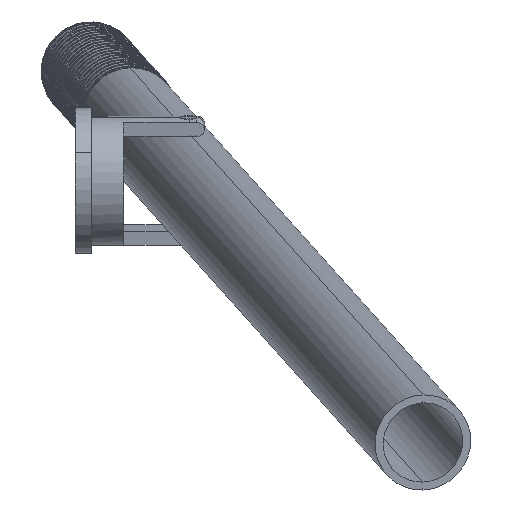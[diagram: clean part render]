
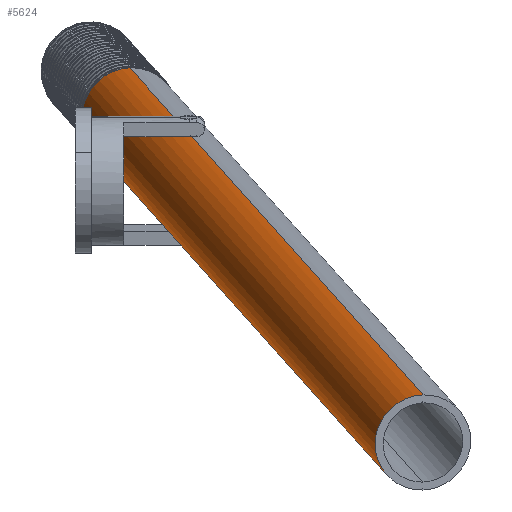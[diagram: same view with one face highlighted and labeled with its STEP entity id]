
A CAD part, front view. The second image highlights one B-rep face of the part: STEP entity #5624.
In plain terms, the highlighted cylindrical face has radius 3 mm (diameter 6 mm), a partial arc.
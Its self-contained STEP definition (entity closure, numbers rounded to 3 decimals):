
#94 = CARTESIAN_POINT ( 'NONE',  ( 79.5, -0.131, 3. ) ) ;
#167 = B_SPLINE_CURVE_WITH_KNOTS ( 'NONE', 3,
 ( #7104, #94, #2984, #5170, #4981, #4224, #626, #3073, #274, #8132 ),
 .UNSPECIFIED., .F., .F.,
 ( 4, 2, 2, 2, 4 ),
 ( 0.002, 0.002, 0.002, 0.003, 0.003 ),
 .UNSPECIFIED. ) ;
#204 = CARTESIAN_POINT ( 'NONE',  ( 100., 0., 0. ) ) ;
#274 = CARTESIAN_POINT ( 'NONE',  ( 80.5, -0.132, 3. ) ) ;
#308 = CARTESIAN_POINT ( 'NONE',  ( 0., 0., 3. ) ) ;
#322 = ORIENTED_EDGE ( 'NONE', *, *, #7515, .T. ) ;
#626 = CARTESIAN_POINT ( 'NONE',  ( 80.261, -0.446, 2.968 ) ) ;
#716 = VECTOR ( 'NONE', #1871, 1000. ) ;
#754 = CARTESIAN_POINT ( 'NONE',  ( 80.5, -0.131, -3. ) ) ;
#1019 = CARTESIAN_POINT ( 'NONE',  ( 100., 0., -3. ) ) ;
#1121 = ORIENTED_EDGE ( 'NONE', *, *, #8901, .F. ) ;
#1177 = CARTESIAN_POINT ( 'NONE',  ( 100., 0., -3. ) ) ;
#1346 = CARTESIAN_POINT ( 'NONE',  ( 100., 0., -3. ) ) ;
#1551 = ORIENTED_EDGE ( 'NONE', *, *, #2760, .F. ) ;
#1607 = B_SPLINE_CURVE_WITH_KNOTS ( 'NONE', 3,
 ( #5063, #754, #8303, #8350, #4671, #8207, #8919, #1733, #2587, #3239 ),
 .UNSPECIFIED., .F., .F.,
 ( 4, 2, 2, 2, 4 ),
 ( 0.002, 0.002, 0.002, 0.003, 0.003 ),
 .UNSPECIFIED. ) ;
#1733 = CARTESIAN_POINT ( 'NONE',  ( 79.555, -0.262, -2.99 ) ) ;
#1821 = EDGE_CURVE ( 'NONE', #6285, #6095, #5874, .T. ) ;
#1871 = DIRECTION ( 'NONE',  ( -1., 0., 0. ) ) ;
#1919 = DIRECTION ( 'NONE',  ( 1., 0., 0. ) ) ;
#2007 = EDGE_CURVE ( 'NONE', #4567, #4869, #1607, .T. ) ;
#2112 = ORIENTED_EDGE ( 'NONE', *, *, #7807, .T. ) ;
#2517 = CIRCLE ( 'NONE', #7809, 3. ) ;
#2533 = CARTESIAN_POINT ( 'NONE',  ( 0., 0., 0. ) ) ;
#2587 = CARTESIAN_POINT ( 'NONE',  ( 79.5, -0.132, -3. ) ) ;
#2747 = DIRECTION ( 'NONE',  ( 0., 0., 1. ) ) ;
#2760 = EDGE_CURVE ( 'NONE', #6285, #6275, #7696, .T. ) ;
#2984 = CARTESIAN_POINT ( 'NONE',  ( 79.554, -0.261, 2.99 ) ) ;
#3073 = CARTESIAN_POINT ( 'NONE',  ( 80.445, -0.262, 2.99 ) ) ;
#3128 = DIRECTION ( 'NONE',  ( 1., 0., 0. ) ) ;
#3239 = CARTESIAN_POINT ( 'NONE',  ( 79.5, 0., -3. ) ) ;
#3297 = CARTESIAN_POINT ( 'NONE',  ( 100., 0., 3. ) ) ;
#3325 = LINE ( 'NONE', #1346, #4237 ) ;
#3429 = VECTOR ( 'NONE', #5181, 1000. ) ;
#3626 = ORIENTED_EDGE ( 'NONE', *, *, #2007, .F. ) ;
#3842 = VERTEX_POINT ( 'NONE', #6710 ) ;
#3901 = LINE ( 'NONE', #6796, #3429 ) ;
#4047 = DIRECTION ( 'NONE',  ( 0., 0., -1. ) ) ;
#4164 = CYLINDRICAL_SURFACE ( 'NONE', #7971, 3. ) ;
#4224 = CARTESIAN_POINT ( 'NONE',  ( 80.132, -0.5, 2.958 ) ) ;
#4237 = VECTOR ( 'NONE', #8479, 1000. ) ;
#4487 = DIRECTION ( 'NONE',  ( -1., 0., 0. ) ) ;
#4550 = EDGE_CURVE ( 'NONE', #4869, #6051, #3325, .T. ) ;
#4567 = VERTEX_POINT ( 'NONE', #7110 ) ;
#4580 = CARTESIAN_POINT ( 'NONE',  ( 80.5, 0., 3. ) ) ;
#4671 = CARTESIAN_POINT ( 'NONE',  ( 80.132, -0.5, -2.958 ) ) ;
#4869 = VERTEX_POINT ( 'NONE', #6642 ) ;
#4925 = CARTESIAN_POINT ( 'NONE',  ( 100., 0., 0. ) ) ;
#4981 = CARTESIAN_POINT ( 'NONE',  ( 79.868, -0.5, 2.958 ) ) ;
#5063 = CARTESIAN_POINT ( 'NONE',  ( 80.5, 0., -3. ) ) ;
#5146 = AXIS2_PLACEMENT_3D ( 'NONE', #204, #3128, #6027 ) ;
#5163 = CARTESIAN_POINT ( 'NONE',  ( 0., 0., -3. ) ) ;
#5170 = CARTESIAN_POINT ( 'NONE',  ( 79.738, -0.446, 2.968 ) ) ;
#5181 = DIRECTION ( 'NONE',  ( -1., 0., 0. ) ) ;
#5466 = ORIENTED_EDGE ( 'NONE', *, *, #4550, .F. ) ;
#5624 = ADVANCED_FACE ( 'NONE', ( #8316 ), #4164, .T. ) ;
#5676 = ORIENTED_EDGE ( 'NONE', *, *, #1821, .T. ) ;
#5874 = LINE ( 'NONE', #5918, #8002 ) ;
#5918 = CARTESIAN_POINT ( 'NONE',  ( 100., 0., 3. ) ) ;
#6027 = DIRECTION ( 'NONE',  ( 0., 0., -1. ) ) ;
#6051 = VERTEX_POINT ( 'NONE', #5163 ) ;
#6095 = VERTEX_POINT ( 'NONE', #4580 ) ;
#6275 = VERTEX_POINT ( 'NONE', #1177 ) ;
#6285 = VERTEX_POINT ( 'NONE', #3297 ) ;
#6642 = CARTESIAN_POINT ( 'NONE',  ( 79.5, 0., -3. ) ) ;
#6708 = ORIENTED_EDGE ( 'NONE', *, *, #7631, .F. ) ;
#6710 = CARTESIAN_POINT ( 'NONE',  ( 79.5, 0., 3. ) ) ;
#6796 = CARTESIAN_POINT ( 'NONE',  ( 100., 0., 3. ) ) ;
#7048 = DIRECTION ( 'NONE',  ( -1., 0., 0. ) ) ;
#7104 = CARTESIAN_POINT ( 'NONE',  ( 79.5, 0., 3. ) ) ;
#7110 = CARTESIAN_POINT ( 'NONE',  ( 80.5, 0., -3. ) ) ;
#7515 = EDGE_CURVE ( 'NONE', #7595, #6051, #2517, .T. ) ;
#7592 = LINE ( 'NONE', #1019, #716 ) ;
#7595 = VERTEX_POINT ( 'NONE', #308 ) ;
#7631 = EDGE_CURVE ( 'NONE', #6275, #4567, #7592, .T. ) ;
#7696 = CIRCLE ( 'NONE', #5146, 3. ) ;
#7805 = EDGE_LOOP ( 'NONE', ( #6708, #1551, #5676, #1121, #2112, #322, #5466, #3626 ) ) ;
#7807 = EDGE_CURVE ( 'NONE', #3842, #7595, #3901, .T. ) ;
#7809 = AXIS2_PLACEMENT_3D ( 'NONE', #2533, #1919, #4047 ) ;
#7971 = AXIS2_PLACEMENT_3D ( 'NONE', #4925, #7048, #2747 ) ;
#8002 = VECTOR ( 'NONE', #4487, 1000. ) ;
#8132 = CARTESIAN_POINT ( 'NONE',  ( 80.5, 0., 3. ) ) ;
#8207 = CARTESIAN_POINT ( 'NONE',  ( 79.868, -0.5, -2.958 ) ) ;
#8303 = CARTESIAN_POINT ( 'NONE',  ( 80.446, -0.261, -2.99 ) ) ;
#8316 = FACE_OUTER_BOUND ( 'NONE', #7805, .T. ) ;
#8350 = CARTESIAN_POINT ( 'NONE',  ( 80.262, -0.446, -2.968 ) ) ;
#8479 = DIRECTION ( 'NONE',  ( -1., 0., 0. ) ) ;
#8901 = EDGE_CURVE ( 'NONE', #3842, #6095, #167, .T. ) ;
#8919 = CARTESIAN_POINT ( 'NONE',  ( 79.739, -0.446, -2.968 ) ) ;
